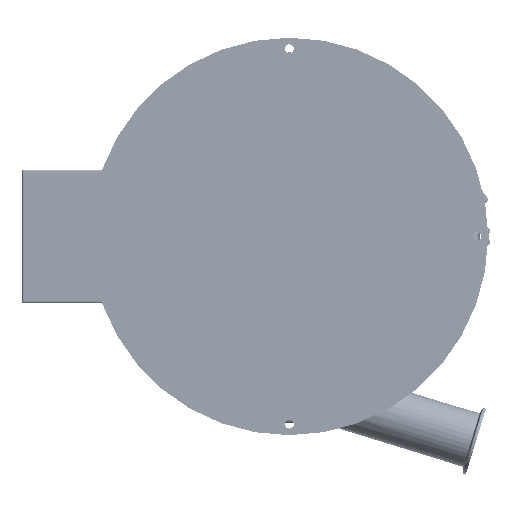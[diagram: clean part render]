
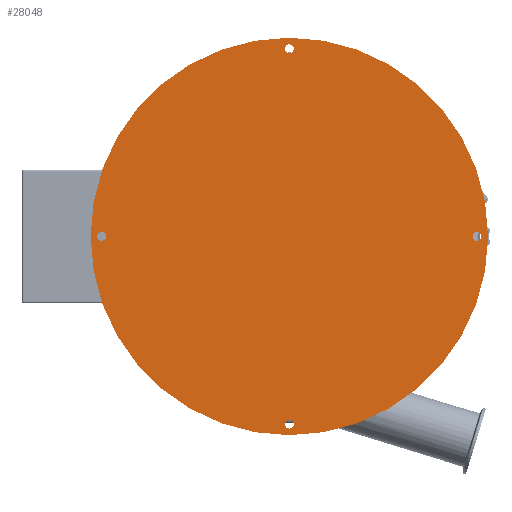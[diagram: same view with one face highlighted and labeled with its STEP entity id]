
A CAD part, front view. The second image highlights one B-rep face of the part: STEP entity #28048.
In plain terms, the highlighted planar face has unit normal (0, -1, 0).
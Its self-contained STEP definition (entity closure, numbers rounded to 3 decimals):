
#1042=FACE_BOUND('',#9120,.T.);
#1043=FACE_BOUND('',#9121,.T.);
#1044=FACE_BOUND('',#9122,.T.);
#1045=FACE_BOUND('',#9123,.T.);
#6423=FACE_OUTER_BOUND('',#9119,.T.);
#9119=EDGE_LOOP('',(#22981,#22982));
#9120=EDGE_LOOP('',(#22983,#22984));
#9121=EDGE_LOOP('',(#22985,#22986));
#9122=EDGE_LOOP('',(#22987,#22988));
#9123=EDGE_LOOP('',(#22989,#22990));
#11202=CIRCLE('',#31614,5.);
#11203=CIRCLE('',#31615,5.);
#11205=CIRCLE('',#31618,5.);
#11206=CIRCLE('',#31619,5.);
#11208=CIRCLE('',#31622,5.);
#11209=CIRCLE('',#31623,5.);
#11211=CIRCLE('',#31626,5.);
#11212=CIRCLE('',#31627,5.);
#11217=CIRCLE('',#31635,225.);
#11218=CIRCLE('',#31636,225.);
#13405=VERTEX_POINT('',#49609);
#13406=VERTEX_POINT('',#49611);
#13408=VERTEX_POINT('',#49617);
#13409=VERTEX_POINT('',#49619);
#13411=VERTEX_POINT('',#49625);
#13412=VERTEX_POINT('',#49627);
#13414=VERTEX_POINT('',#49633);
#13415=VERTEX_POINT('',#49635);
#13420=VERTEX_POINT('',#49649);
#13421=VERTEX_POINT('',#49650);
#16750=EDGE_CURVE('',#13406,#13405,#11202,.T.);
#16751=EDGE_CURVE('',#13405,#13406,#11203,.T.);
#16754=EDGE_CURVE('',#13409,#13408,#11205,.T.);
#16755=EDGE_CURVE('',#13408,#13409,#11206,.T.);
#16758=EDGE_CURVE('',#13412,#13411,#11208,.T.);
#16759=EDGE_CURVE('',#13411,#13412,#11209,.T.);
#16762=EDGE_CURVE('',#13415,#13414,#11211,.T.);
#16763=EDGE_CURVE('',#13414,#13415,#11212,.T.);
#16768=EDGE_CURVE('',#13420,#13421,#11217,.T.);
#16769=EDGE_CURVE('',#13421,#13420,#11218,.T.);
#22981=ORIENTED_EDGE('',*,*,#16768,.T.);
#22982=ORIENTED_EDGE('',*,*,#16769,.T.);
#22983=ORIENTED_EDGE('',*,*,#16750,.T.);
#22984=ORIENTED_EDGE('',*,*,#16751,.T.);
#22985=ORIENTED_EDGE('',*,*,#16754,.T.);
#22986=ORIENTED_EDGE('',*,*,#16755,.T.);
#22987=ORIENTED_EDGE('',*,*,#16758,.T.);
#22988=ORIENTED_EDGE('',*,*,#16759,.T.);
#22989=ORIENTED_EDGE('',*,*,#16762,.T.);
#22990=ORIENTED_EDGE('',*,*,#16763,.T.);
#26342=PLANE('',#31637);
#28048=ADVANCED_FACE('',(#6423,#1042,#1043,#1044,#1045),#26342,.T.);
#31614=AXIS2_PLACEMENT_3D('',#49612,#39644,#39645);
#31615=AXIS2_PLACEMENT_3D('',#49613,#39646,#39647);
#31618=AXIS2_PLACEMENT_3D('',#49620,#39653,#39654);
#31619=AXIS2_PLACEMENT_3D('',#49621,#39655,#39656);
#31622=AXIS2_PLACEMENT_3D('',#49628,#39662,#39663);
#31623=AXIS2_PLACEMENT_3D('',#49629,#39664,#39665);
#31626=AXIS2_PLACEMENT_3D('',#49636,#39671,#39672);
#31627=AXIS2_PLACEMENT_3D('',#49637,#39673,#39674);
#31635=AXIS2_PLACEMENT_3D('',#49651,#39689,#39690);
#31636=AXIS2_PLACEMENT_3D('',#49652,#39691,#39692);
#31637=AXIS2_PLACEMENT_3D('',#49654,#39694,#39695);
#39644=DIRECTION('center_axis',(0.,1.,0.));
#39645=DIRECTION('ref_axis',(0.,0.,
-1.));
#39646=DIRECTION('center_axis',(0.,1.,0.));
#39647=DIRECTION('ref_axis',(0.,0.,
-1.));
#39653=DIRECTION('center_axis',(0.,1.,0.));
#39654=DIRECTION('ref_axis',(1.,0.,0.));
#39655=DIRECTION('center_axis',(0.,1.,0.));
#39656=DIRECTION('ref_axis',(1.,0.,0.));
#39662=DIRECTION('center_axis',(0.,1.,0.));
#39663=DIRECTION('ref_axis',(0.,0.,
1.));
#39664=DIRECTION('center_axis',(0.,1.,0.));
#39665=DIRECTION('ref_axis',(0.,0.,
1.));
#39671=DIRECTION('center_axis',(0.,1.,0.));
#39672=DIRECTION('ref_axis',(-1.,0.,0.));
#39673=DIRECTION('center_axis',(0.,1.,0.));
#39674=DIRECTION('ref_axis',(-1.,0.,0.));
#39689=DIRECTION('center_axis',(0.,-1.,0.));
#39690=DIRECTION('ref_axis',(-1.,0.,0.));
#39691=DIRECTION('center_axis',(0.,-1.,0.));
#39692=DIRECTION('ref_axis',(-1.,0.,0.));
#39694=DIRECTION('center_axis',(0.,-1.,0.));
#39695=DIRECTION('ref_axis',(0.,0.,
1.));
#49609=CARTESIAN_POINT('',(212.5,0.,5.));
#49611=CARTESIAN_POINT('',(212.5,0.,-5.));
#49612=CARTESIAN_POINT('Origin',(212.5,0.,
0.));
#49613=CARTESIAN_POINT('Origin',(212.5,0.,
0.));
#49617=CARTESIAN_POINT('',(-5.,0.,212.5));
#49619=CARTESIAN_POINT('',(5.,0.,212.5));
#49620=CARTESIAN_POINT('Origin',(0.,0.,
212.5));
#49621=CARTESIAN_POINT('Origin',(0.,0.,
212.5));
#49625=CARTESIAN_POINT('',(-212.5,0.,-5.));
#49627=CARTESIAN_POINT('',(-212.5,0.,5.));
#49628=CARTESIAN_POINT('Origin',(-212.5,0.,
0.));
#49629=CARTESIAN_POINT('Origin',(-212.5,0.,
0.));
#49633=CARTESIAN_POINT('',(5.,0.,-212.5));
#49635=CARTESIAN_POINT('',(-5.,0.,-212.5));
#49636=CARTESIAN_POINT('Origin',(0.,0.,
-212.5));
#49637=CARTESIAN_POINT('Origin',(0.,0.,
-212.5));
#49649=CARTESIAN_POINT('',(-225.,0.,0.));
#49650=CARTESIAN_POINT('',(225.,0.,0.));
#49651=CARTESIAN_POINT('Origin',(0.,0.,
0.));
#49652=CARTESIAN_POINT('Origin',(0.,0.,
0.));
#49654=CARTESIAN_POINT('Origin',(-207.5,0.,
0.));
